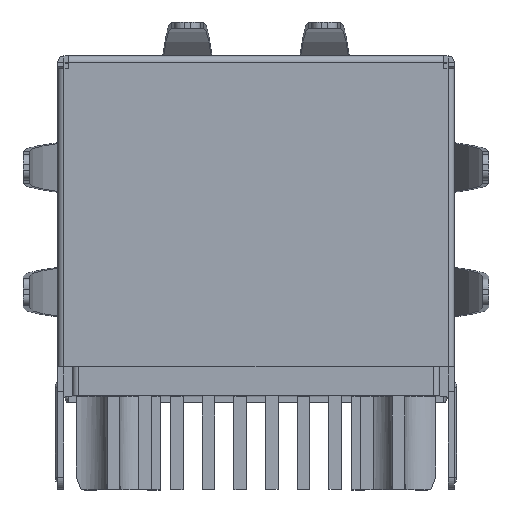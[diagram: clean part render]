
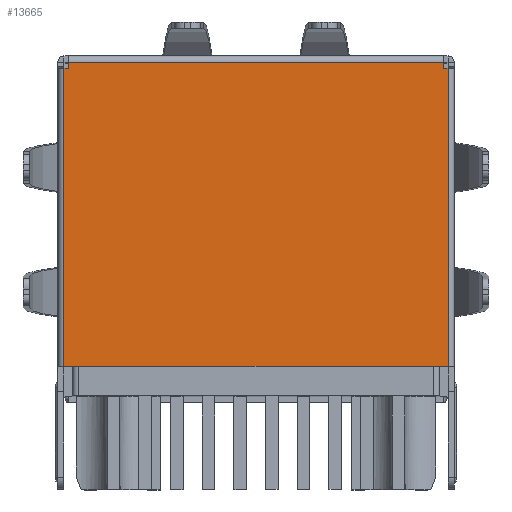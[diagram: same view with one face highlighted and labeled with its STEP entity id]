
A CAD part, top view. The second image highlights one B-rep face of the part: STEP entity #13665.
In plain terms, the highlighted planar face has unit normal (0, 0, 1).
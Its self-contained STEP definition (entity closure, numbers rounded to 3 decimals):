
#30 = ORIENTED_EDGE ( 'NONE', *, *, #16602, .F. ) ;
#55 = AXIS2_PLACEMENT_3D ( 'NONE', #13218, #2440, #17559 ) ;
#109 = VERTEX_POINT ( 'NONE', #10196 ) ;
#707 = CARTESIAN_POINT ( 'NONE',  ( 0., 6.69, 21.35 ) ) ;
#786 = ORIENTED_EDGE ( 'NONE', *, *, #7769, .F. ) ;
#1314 = CARTESIAN_POINT ( 'NONE',  ( 7.523, 6.44, 21.35 ) ) ;
#1491 = EDGE_CURVE ( 'NONE', #109, #10947, #13828, .T. ) ;
#2229 = CARTESIAN_POINT ( 'NONE',  ( 7.7, 6.44, 21.35 ) ) ;
#2440 = DIRECTION ( 'NONE',  ( 0., 0., -1. ) ) ;
#2461 = EDGE_CURVE ( 'NONE', #6328, #19525, #9545, .T. ) ;
#2532 = VECTOR ( 'NONE', #13436, 1000. ) ;
#2543 = ORIENTED_EDGE ( 'NONE', *, *, #15864, .T. ) ;
#2581 = VERTEX_POINT ( 'NONE', #9613 ) ;
#2896 = DIRECTION ( 'NONE',  ( 0., 1., 0. ) ) ;
#4908 = EDGE_CURVE ( 'NONE', #10947, #11299, #9685, .T. ) ;
#4991 = CARTESIAN_POINT ( 'NONE',  ( 7.7, 0., 21.35 ) ) ;
#5222 = DIRECTION ( 'NONE',  ( -1., 0., 0. ) ) ;
#5511 = VECTOR ( 'NONE', #13808, 1000. ) ;
#5633 = ORIENTED_EDGE ( 'NONE', *, *, #1491, .T. ) ;
#6011 = VECTOR ( 'NONE', #6500, 1000. ) ;
#6229 = ORIENTED_EDGE ( 'NONE', *, *, #11778, .T. ) ;
#6328 = VERTEX_POINT ( 'NONE', #7973 ) ;
#6367 = CARTESIAN_POINT ( 'NONE',  ( -7.523, 0., 21.35 ) ) ;
#6500 = DIRECTION ( 'NONE',  ( 0., -1., 0. ) ) ;
#6865 = DIRECTION ( 'NONE',  ( -1., 0., 0. ) ) ;
#7769 = EDGE_CURVE ( 'NONE', #15315, #19148, #17355, .T. ) ;
#7858 = CARTESIAN_POINT ( 'NONE',  ( 7.523, 0., 21.35 ) ) ;
#7973 = CARTESIAN_POINT ( 'NONE',  ( 7.523, 6.44, 21.35 ) ) ;
#8154 = LINE ( 'NONE', #12099, #16173 ) ;
#8279 = VECTOR ( 'NONE', #5222, 1000. ) ;
#9035 = VECTOR ( 'NONE', #6865, 1000. ) ;
#9545 = LINE ( 'NONE', #7858, #5511 ) ;
#9613 = CARTESIAN_POINT ( 'NONE',  ( -7.7, -5.513, 21.35 ) ) ;
#9685 = LINE ( 'NONE', #14216, #8279 ) ;
#9810 = VECTOR ( 'NONE', #13666, 1000. ) ;
#10196 = CARTESIAN_POINT ( 'NONE',  ( -7.523, 6.69, 21.35 ) ) ;
#10705 = LINE ( 'NONE', #14758, #15174 ) ;
#10947 = VERTEX_POINT ( 'NONE', #16088 ) ;
#11299 = VERTEX_POINT ( 'NONE', #17003 ) ;
#11778 = EDGE_CURVE ( 'NONE', #2581, #19148, #10705, .T. ) ;
#12099 = CARTESIAN_POINT ( 'NONE',  ( -7.7, 0., 21.35 ) ) ;
#12307 = EDGE_LOOP ( 'NONE', ( #786, #14942, #14390, #2543, #5633, #17756, #30, #6229 ) ) ;
#13218 = CARTESIAN_POINT ( 'NONE',  ( 0., 0., 21.35 ) ) ;
#13436 = DIRECTION ( 'NONE',  ( -1., 0., 0. ) ) ;
#13660 = LINE ( 'NONE', #1314, #2532 ) ;
#13665 = ADVANCED_FACE ( 'NONE', ( #19125 ), #14528, .F. ) ;
#13666 = DIRECTION ( 'NONE',  ( 0., -1., 0. ) ) ;
#13808 = DIRECTION ( 'NONE',  ( 0., 1., 0. ) ) ;
#13828 = LINE ( 'NONE', #6367, #6011 ) ;
#14216 = CARTESIAN_POINT ( 'NONE',  ( -7.523, 6.44, 21.35 ) ) ;
#14390 = ORIENTED_EDGE ( 'NONE', *, *, #2461, .T. ) ;
#14528 = PLANE ( 'NONE',  #55 ) ;
#14758 = CARTESIAN_POINT ( 'NONE',  ( 0., -5.513, 21.35 ) ) ;
#14865 = EDGE_CURVE ( 'NONE', #15315, #6328, #13660, .T. ) ;
#14942 = ORIENTED_EDGE ( 'NONE', *, *, #14865, .T. ) ;
#15174 = VECTOR ( 'NONE', #19515, 1000. ) ;
#15315 = VERTEX_POINT ( 'NONE', #2229 ) ;
#15864 = EDGE_CURVE ( 'NONE', #19525, #109, #16356, .T. ) ;
#16088 = CARTESIAN_POINT ( 'NONE',  ( -7.523, 6.44, 21.35 ) ) ;
#16173 = VECTOR ( 'NONE', #2896, 1000. ) ;
#16356 = LINE ( 'NONE', #707, #9035 ) ;
#16602 = EDGE_CURVE ( 'NONE', #2581, #11299, #8154, .T. ) ;
#17003 = CARTESIAN_POINT ( 'NONE',  ( -7.7, 6.44, 21.35 ) ) ;
#17355 = LINE ( 'NONE', #4991, #9810 ) ;
#17393 = CARTESIAN_POINT ( 'NONE',  ( 7.7, -5.513, 21.35 ) ) ;
#17559 = DIRECTION ( 'NONE',  ( 0., 1., 0. ) ) ;
#17756 = ORIENTED_EDGE ( 'NONE', *, *, #4908, .T. ) ;
#19125 = FACE_OUTER_BOUND ( 'NONE', #12307, .T. ) ;
#19148 = VERTEX_POINT ( 'NONE', #17393 ) ;
#19294 = CARTESIAN_POINT ( 'NONE',  ( 7.523, 6.69, 21.35 ) ) ;
#19515 = DIRECTION ( 'NONE',  ( 1., 0., 0. ) ) ;
#19525 = VERTEX_POINT ( 'NONE', #19294 ) ;
